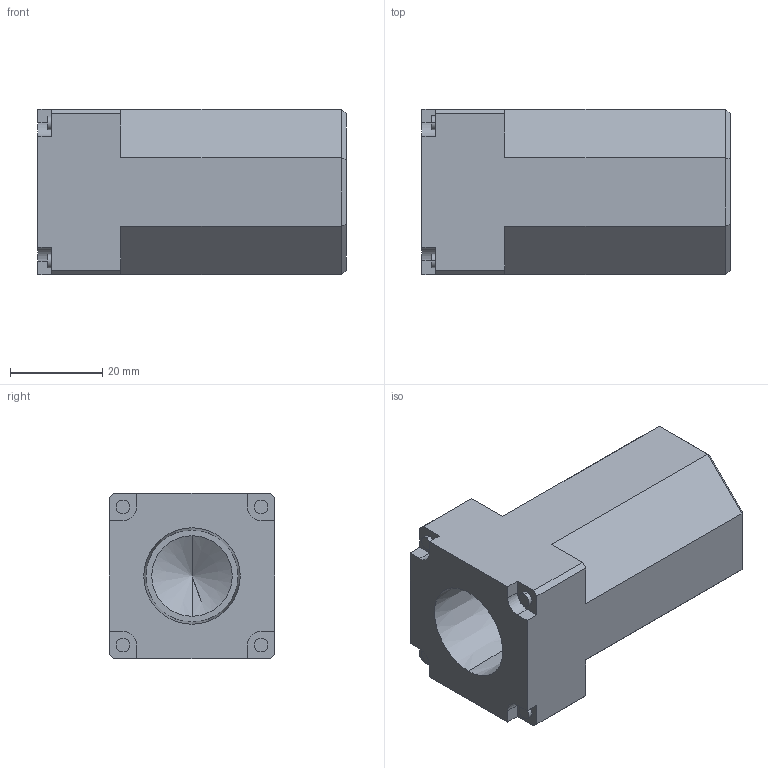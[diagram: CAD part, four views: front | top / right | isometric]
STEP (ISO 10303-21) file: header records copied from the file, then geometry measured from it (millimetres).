
FILE_DESCRIPTION (( 'STEP AP214' ), '1' );
FILE_NAME ('AK4000-04.step.step', '2011-07-12T02:46:08', ( 'sysAdmin' ), ( 'SolidWorks' ), 'SwSTEP 2.0', 'SolidWorks 2011', '' );
FILE_SCHEMA (( 'AUTOMOTIVE_DESIGN' ));
Length unit declared in the file: millimetre
Products named in the file (2): AK4000-04.step; AK4000-04.step_AK3051 Check Valve_4
Assembly tree (1 placements, depth 2):
  AK4000-04.step
    AK4000-04.step_AK3051 Check Valve_4
Bounding box: 67 x 36 x 36 mm (x, y, z)
Volume: 60370.3 mm3; surface area: 13890.2 mm2
Topology: 1 solids, 1 shells, 68 faces, 168 edges, 106 vertices
Faces by surface type: plane 44, cylinder 16, cone 8
Entity records: 2034 total; most frequent: DIRECTION 348, CARTESIAN_POINT 342, ORIENTED_EDGE 328, EDGE_CURVE 164, VECTOR 124, LINE 124, AXIS2_PLACEMENT_3D 112, VERTEX_POINT 106
